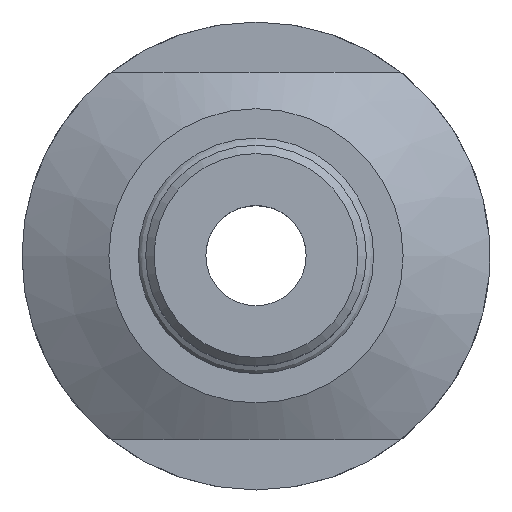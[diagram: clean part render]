
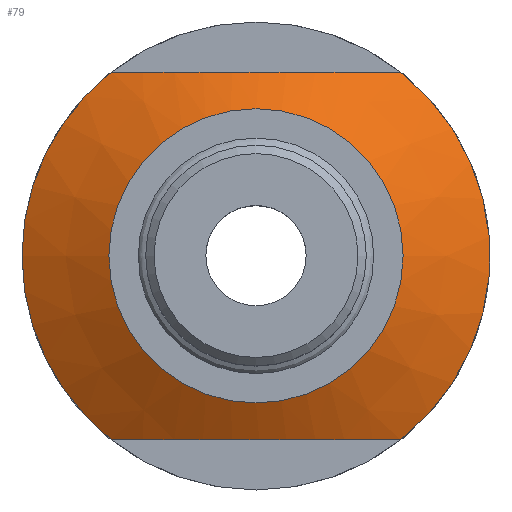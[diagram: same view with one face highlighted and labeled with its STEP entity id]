
A CAD part, top view. The second image highlights one B-rep face of the part: STEP entity #79.
In plain terms, the highlighted conical face has half-angle 60 degrees and reference radius 14 mm.
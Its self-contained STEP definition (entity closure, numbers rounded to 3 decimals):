
#79 = ADVANCED_FACE( '', ( #114, #115 ), #116, .T. );
#114 = FACE_OUTER_BOUND( '', #194, .T. );
#115 = FACE_BOUND( '', #195, .T. );
#116 = CONICAL_SURFACE( '', #196, 14., 1.047 );
#194 = EDGE_LOOP( '', ( #293, #294, #295, #296 ) );
#195 = EDGE_LOOP( '', ( #297 ) );
#196 = AXIS2_PLACEMENT_3D( '', #298, #299, #300 );
#293 = ORIENTED_EDGE( '', *, *, #429, .F. );
#294 = ORIENTED_EDGE( '', *, *, #427, .F. );
#295 = ORIENTED_EDGE( '', *, *, #431, .T. );
#296 = ORIENTED_EDGE( '', *, *, #423, .F. );
#297 = ORIENTED_EDGE( '', *, *, #432, .T. );
#298 = CARTESIAN_POINT( '', ( 0., 0., 3. ) );
#299 = DIRECTION( '', ( 0., 0., -1. ) );
#300 = DIRECTION( '', ( -1., 0., 0. ) );
#423 = EDGE_CURVE( '', #462, #464, #465, .T. );
#427 = EDGE_CURVE( '', #470, #458, #472, .T. );
#429 = EDGE_CURVE( '', #458, #462, #475, .T. );
#431 = EDGE_CURVE( '', #470, #464, #477, .T. );
#432 = EDGE_CURVE( '', #478, #478, #479, .T. );
#458 = VERTEX_POINT( '', #524 );
#462 = VERTEX_POINT( '', #529 );
#464 = VERTEX_POINT( '', #532 );
#465 = CIRCLE( '', #533, 14. );
#470 = VERTEX_POINT( '', #539 );
#472 = CIRCLE( '', #542, 14. );
#475 = B_SPLINE_CURVE_WITH_KNOTS( '', 3, ( #545, #546, #547, #548, #549, #550, #551, #552, #553, #554, #555, #556, #557, #558 ), .UNSPECIFIED., .F., .F., ( 4, 2, 2, 2, 2, 2, 4 ), ( 0.016, 0.02, 0.025, 0.026, 0.027, 0.029, 0.033 ), .UNSPECIFIED. );
#477 = B_SPLINE_CURVE_WITH_KNOTS( '', 3, ( #561, #562, #563, #564, #565, #566, #567, #568, #569, #570, #571, #572, #573, #574 ), .UNSPECIFIED., .F., .F., ( 4, 2, 2, 2, 2, 2, 4 ), ( 0.016, 0.02, 0.025, 0.026, 0.027, 0.029, 0.033 ), .UNSPECIFIED. );
#478 = VERTEX_POINT( '', #575 );
#479 = CIRCLE( '', #576, 8.804 );
#524 = CARTESIAN_POINT( '', ( -8.66, 11., 3. ) );
#529 = CARTESIAN_POINT( '', ( 8.66, 11., 3. ) );
#532 = CARTESIAN_POINT( '', ( 8.66, -11., 3. ) );
#533 = AXIS2_PLACEMENT_3D( '', #628, #629, #630 );
#539 = CARTESIAN_POINT( '', ( -8.66, -11., 3. ) );
#542 = AXIS2_PLACEMENT_3D( '', #636, #637, #638 );
#545 = CARTESIAN_POINT( '', ( -8.66, 11., 3. ) );
#546 = CARTESIAN_POINT( '', ( -7.262, 11., 3.499 ) );
#547 = CARTESIAN_POINT( '', ( -5.85, 11., 3.931 ) );
#548 = CARTESIAN_POINT( '', ( -2.979, 11., 4.548 ) );
#549 = CARTESIAN_POINT( '', ( -1.518, 11., 4.73 ) );
#550 = CARTESIAN_POINT( '', ( 0.353, 11., 4.732 ) );
#551 = CARTESIAN_POINT( '', ( 0.729, 11., 4.722 ) );
#552 = CARTESIAN_POINT( '', ( 1.475, 11., 4.679 ) );
#553 = CARTESIAN_POINT( '', ( 1.845, 11., 4.647 ) );
#554 = CARTESIAN_POINT( '', ( 2.95, 11., 4.521 ) );
#555 = CARTESIAN_POINT( '', ( 3.678, 11., 4.398 ) );
#556 = CARTESIAN_POINT( '', ( 5.842, 11., 3.934 ) );
#557 = CARTESIAN_POINT( '', ( 7.258, 11., 3.501 ) );
#558 = CARTESIAN_POINT( '', ( 8.66, 11., 3. ) );
#561 = CARTESIAN_POINT( '', ( -8.66, -11., 3. ) );
#562 = CARTESIAN_POINT( '', ( -7.262, -11., 3.499 ) );
#563 = CARTESIAN_POINT( '', ( -5.85, -11., 3.931 ) );
#564 = CARTESIAN_POINT( '', ( -2.979, -11., 4.548 ) );
#565 = CARTESIAN_POINT( '', ( -1.518, -11., 4.73 ) );
#566 = CARTESIAN_POINT( '', ( 0.353, -11., 4.732 ) );
#567 = CARTESIAN_POINT( '', ( 0.729, -11., 4.722 ) );
#568 = CARTESIAN_POINT( '', ( 1.475, -11., 4.679 ) );
#569 = CARTESIAN_POINT( '', ( 1.845, -11., 4.647 ) );
#570 = CARTESIAN_POINT( '', ( 2.95, -11., 4.521 ) );
#571 = CARTESIAN_POINT( '', ( 3.678, -11., 4.398 ) );
#572 = CARTESIAN_POINT( '', ( 5.842, -11., 3.934 ) );
#573 = CARTESIAN_POINT( '', ( 7.258, -11., 3.501 ) );
#574 = CARTESIAN_POINT( '', ( 8.66, -11., 3. ) );
#575 = CARTESIAN_POINT( '', ( -8.804, 0., 6. ) );
#576 = AXIS2_PLACEMENT_3D( '', #643, #644, #645 );
#628 = CARTESIAN_POINT( '', ( 0., 0., 3. ) );
#629 = DIRECTION( '', ( 0., 0., -1. ) );
#630 = DIRECTION( '', ( -1., 0., 0. ) );
#636 = CARTESIAN_POINT( '', ( 0., 0., 3. ) );
#637 = DIRECTION( '', ( 0., 0., -1. ) );
#638 = DIRECTION( '', ( -1., 0., 0. ) );
#643 = CARTESIAN_POINT( '', ( 0., 0., 6. ) );
#644 = DIRECTION( '', ( 0., 0., -1. ) );
#645 = DIRECTION( '', ( -1., 0., 0. ) );
